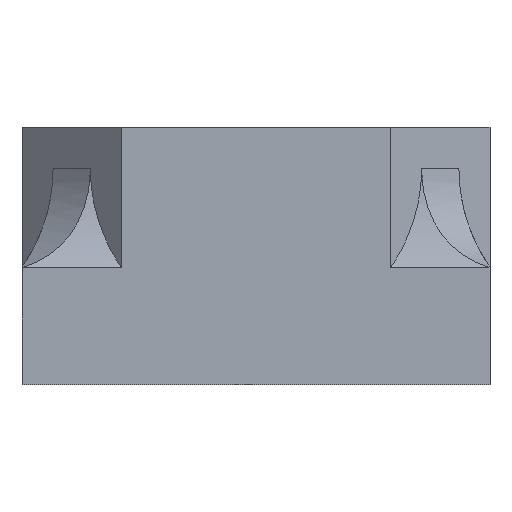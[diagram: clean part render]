
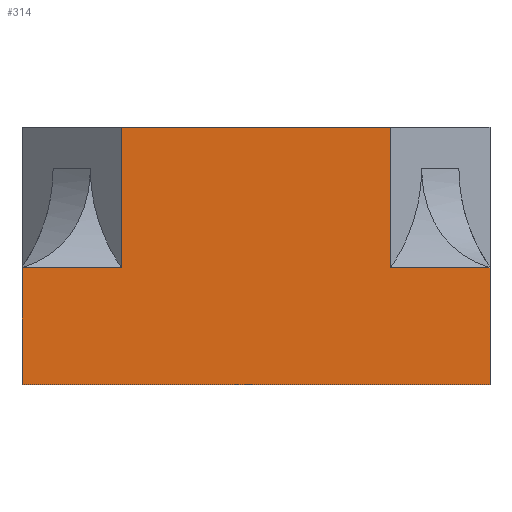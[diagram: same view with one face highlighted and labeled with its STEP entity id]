
A CAD part, top view. The second image highlights one B-rep face of the part: STEP entity #314.
In plain terms, the highlighted planar face has unit normal (0, 0, 1).
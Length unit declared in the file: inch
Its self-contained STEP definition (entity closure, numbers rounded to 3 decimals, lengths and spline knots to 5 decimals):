
#30=FACE_OUTER_BOUND('',#48,.T.);
#48=EDGE_LOOP('',(#241,#242,#243,#244,#245,#246,#247,#248));
#64=LINE('',#458,#100);
#65=LINE('',#464,#101);
#72=LINE('',#479,#108);
#81=LINE('',#497,#117);
#83=LINE('',#501,#119);
#84=LINE('',#502,#120);
#85=LINE('',#504,#121);
#86=LINE('',#505,#122);
#100=VECTOR('',#374,0.3937);
#101=VECTOR('',#379,0.3937);
#108=VECTOR('',#390,0.3937);
#117=VECTOR('',#403,0.3937);
#119=VECTOR('',#407,0.3937);
#120=VECTOR('',#408,0.3937);
#121=VECTOR('',#409,0.3937);
#122=VECTOR('',#410,0.3937);
#138=VERTEX_POINT('',#448);
#142=VERTEX_POINT('',#456);
#144=VERTEX_POINT('',#461);
#145=VERTEX_POINT('',#463);
#157=VERTEX_POINT('',#494);
#158=VERTEX_POINT('',#496);
#159=VERTEX_POINT('',#500);
#160=VERTEX_POINT('',#503);
#170=EDGE_CURVE('',#138,#142,#64,.T.);
#172=EDGE_CURVE('',#144,#145,#65,.T.);
#180=EDGE_CURVE('',#145,#142,#72,.T.);
#189=EDGE_CURVE('',#158,#157,#81,.T.);
#191=EDGE_CURVE('',#138,#159,#83,.T.);
#192=EDGE_CURVE('',#144,#158,#84,.T.);
#193=EDGE_CURVE('',#160,#157,#85,.T.);
#194=EDGE_CURVE('',#159,#160,#86,.T.);
#241=ORIENTED_EDGE('',*,*,#191,.F.);
#242=ORIENTED_EDGE('',*,*,#170,.T.);
#243=ORIENTED_EDGE('',*,*,#180,.F.);
#244=ORIENTED_EDGE('',*,*,#172,.F.);
#245=ORIENTED_EDGE('',*,*,#192,.T.);
#246=ORIENTED_EDGE('',*,*,#189,.T.);
#247=ORIENTED_EDGE('',*,*,#193,.F.);
#248=ORIENTED_EDGE('',*,*,#194,.F.);
#302=PLANE('',#350);
#314=ADVANCED_FACE('',(#30),#302,.T.);
#350=AXIS2_PLACEMENT_3D('',#499,#405,#406);
#374=DIRECTION('',(0.,1.,0.));
#379=DIRECTION('',(0.,1.,0.));
#390=DIRECTION('',(1.,0.,0.));
#403=DIRECTION('',(0.,-1.,0.));
#405=DIRECTION('center_axis',(0.,0.,1.));
#406=DIRECTION('ref_axis',(-1.,0.,0.));
#407=DIRECTION('',(1.,0.,0.));
#408=DIRECTION('',(-1.,0.,0.));
#409=DIRECTION('',(-1.,0.,0.));
#410=DIRECTION('',(0.,-1.,0.));
#448=CARTESIAN_POINT('',(5.75,15.,5.));
#456=CARTESIAN_POINT('',(5.75,21.,5.));
#458=CARTESIAN_POINT('',(5.75,15.,5.));
#461=CARTESIAN_POINT('',(-5.75,15.,5.));
#463=CARTESIAN_POINT('',(-5.75,21.,5.));
#464=CARTESIAN_POINT('',(-5.75,15.,5.));
#479=CARTESIAN_POINT('',(-5.75,21.,5.));
#494=CARTESIAN_POINT('',(-10.,10.,5.));
#496=CARTESIAN_POINT('',(-10.,15.,5.));
#497=CARTESIAN_POINT('',(-10.,15.,5.));
#499=CARTESIAN_POINT('Origin',(10.,15.,5.));
#500=CARTESIAN_POINT('',(10.,15.,5.));
#501=CARTESIAN_POINT('',(12.125,15.,5.));
#502=CARTESIAN_POINT('',(-12.125,15.,5.));
#503=CARTESIAN_POINT('',(10.,10.,5.));
#504=CARTESIAN_POINT('',(-5.75,10.,5.));
#505=CARTESIAN_POINT('',(10.,15.,5.));
